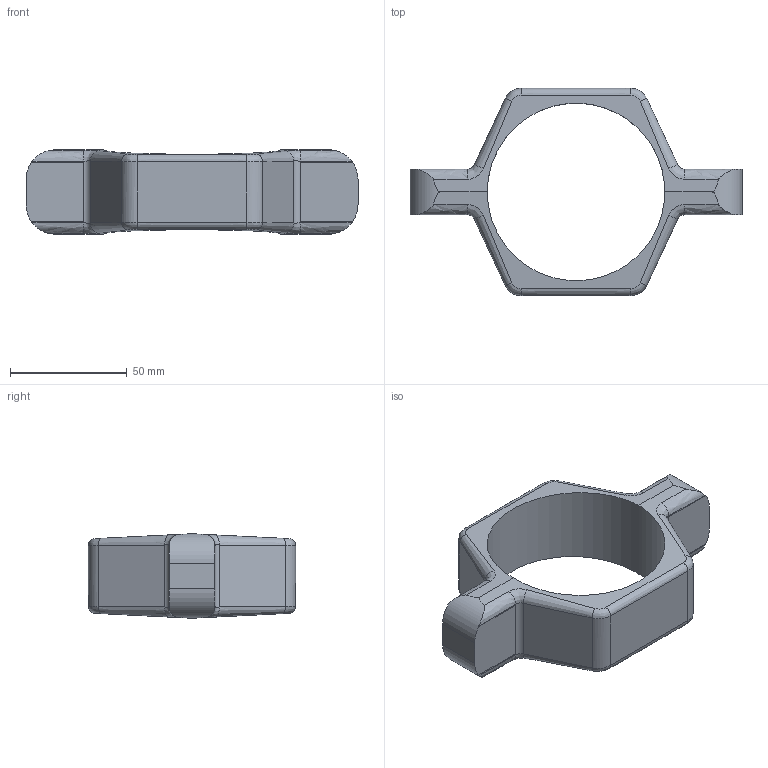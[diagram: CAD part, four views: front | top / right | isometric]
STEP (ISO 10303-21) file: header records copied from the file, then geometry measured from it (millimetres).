
FILE_DESCRIPTION (( 'STEP AP214' ), '1' );
FILE_NAME ('PHHW3.0T304SA 171117.STEP', '2017-11-17T09:13:24', ( 'admin' ), ( '' ), 'SwSTEP 2.0', 'SolidWorks 2013', '' );
FILE_SCHEMA (( 'AUTOMOTIVE_DESIGN' ));
Length unit declared in the file: inch
Products named in the file (1): PHHW3.0T304SA 171117
Bounding box: 142.24 x 88.77 x 36.17 mm (x, y, z)
Volume: 106476.9 mm3; surface area: 26611.3 mm2
Topology: 1 solids, 1 shells, 81 faces, 201 edges, 120 vertices
Faces by surface type: bspline 36, plane 32, cylinder 13
Full cylindrical faces by diameter (mm): 76.073 x1
Entity records: 3190 total; most frequent: CARTESIAN_POINT 1706, ORIENTED_EDGE 400, EDGE_CURVE 200, DIRECTION 168, VERTEX_POINT 120, EDGE_LOOP 82, FACE_OUTER_BOUND 82, ADVANCED_FACE 81
